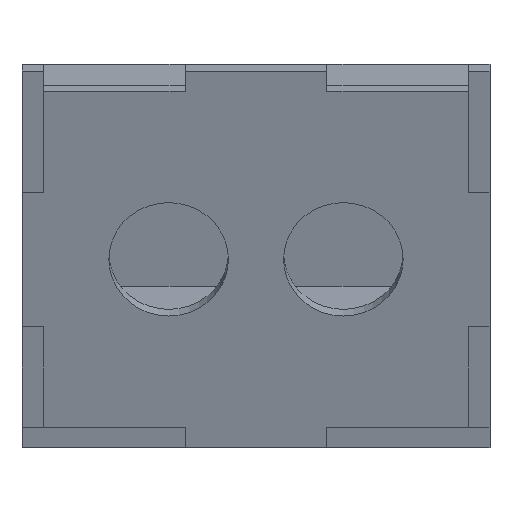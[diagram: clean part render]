
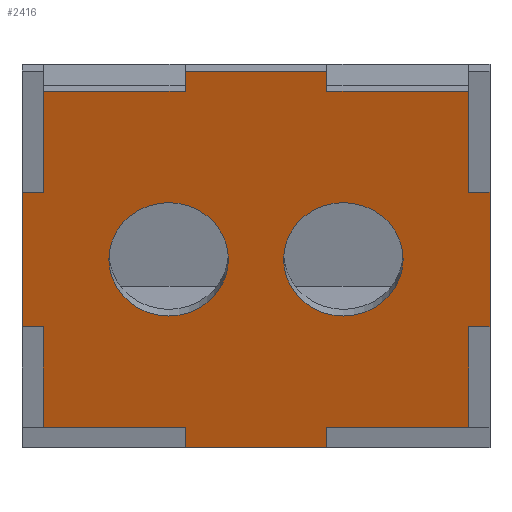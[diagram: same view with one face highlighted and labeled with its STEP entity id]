
A CAD part, front view. The second image highlights one B-rep face of the part: STEP entity #2416.
In plain terms, the highlighted planar face has unit normal (0, -0.949, -0.316).
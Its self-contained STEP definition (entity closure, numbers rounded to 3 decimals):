
#27=FACE_BOUND('',#313,.T.);
#28=FACE_BOUND('',#314,.T.);
#54=PLANE('',#2567);
#182=FACE_OUTER_BOUND('',#312,.T.);
#312=EDGE_LOOP('',(#1805,#1806,#1807,#1808,#1809,#1810,#1811,#1812,#1813,
#1814,#1815,#1816,#1817,#1818,#1819,#1820,#1821,#1822,#1823,#1824));
#313=EDGE_LOOP('',(#1825));
#314=EDGE_LOOP('',(#1826));
#425=LINE('',#3298,#769);
#429=LINE('',#3306,#773);
#432=LINE('',#3312,#776);
#435=LINE('',#3318,#779);
#438=LINE('',#3324,#782);
#441=LINE('',#3330,#785);
#444=LINE('',#3336,#788);
#447=LINE('',#3342,#791);
#450=LINE('',#3348,#794);
#453=LINE('',#3354,#797);
#456=LINE('',#3360,#800);
#459=LINE('',#3366,#803);
#462=LINE('',#3372,#806);
#465=LINE('',#3378,#809);
#468=LINE('',#3384,#812);
#471=LINE('',#3390,#815);
#474=LINE('',#3396,#818);
#477=LINE('',#3402,#821);
#480=LINE('',#3408,#824);
#483=LINE('',#3413,#827);
#769=VECTOR('',#2690,10.);
#773=VECTOR('',#2696,10.);
#776=VECTOR('',#2701,10.);
#779=VECTOR('',#2706,10.);
#782=VECTOR('',#2711,10.);
#785=VECTOR('',#2716,10.);
#788=VECTOR('',#2721,10.);
#791=VECTOR('',#2726,10.);
#794=VECTOR('',#2731,10.);
#797=VECTOR('',#2736,10.);
#800=VECTOR('',#2741,10.);
#803=VECTOR('',#2746,10.);
#806=VECTOR('',#2751,10.);
#809=VECTOR('',#2756,10.);
#812=VECTOR('',#2761,10.);
#815=VECTOR('',#2766,10.);
#818=VECTOR('',#2771,10.);
#821=VECTOR('',#2776,10.);
#824=VECTOR('',#2781,10.);
#827=VECTOR('',#2786,10.);
#1111=CIRCLE('',#2541,8.43);
#1113=CIRCLE('',#2544,8.43);
#1115=VERTEX_POINT('',#3284);
#1117=VERTEX_POINT('',#3290);
#1119=VERTEX_POINT('',#3296);
#1120=VERTEX_POINT('',#3297);
#1123=VERTEX_POINT('',#3305);
#1125=VERTEX_POINT('',#3311);
#1127=VERTEX_POINT('',#3317);
#1129=VERTEX_POINT('',#3323);
#1131=VERTEX_POINT('',#3329);
#1133=VERTEX_POINT('',#3335);
#1135=VERTEX_POINT('',#3341);
#1137=VERTEX_POINT('',#3347);
#1139=VERTEX_POINT('',#3353);
#1141=VERTEX_POINT('',#3359);
#1143=VERTEX_POINT('',#3365);
#1145=VERTEX_POINT('',#3371);
#1147=VERTEX_POINT('',#3377);
#1149=VERTEX_POINT('',#3383);
#1151=VERTEX_POINT('',#3389);
#1153=VERTEX_POINT('',#3395);
#1155=VERTEX_POINT('',#3401);
#1157=VERTEX_POINT('',#3407);
#1347=EDGE_CURVE('',#1115,#1115,#1111,.T.);
#1350=EDGE_CURVE('',#1117,#1117,#1113,.T.);
#1353=EDGE_CURVE('',#1119,#1120,#425,.T.);
#1357=EDGE_CURVE('',#1120,#1123,#429,.T.);
#1360=EDGE_CURVE('',#1123,#1125,#432,.T.);
#1363=EDGE_CURVE('',#1125,#1127,#435,.T.);
#1366=EDGE_CURVE('',#1127,#1129,#438,.T.);
#1369=EDGE_CURVE('',#1129,#1131,#441,.T.);
#1372=EDGE_CURVE('',#1131,#1133,#444,.T.);
#1375=EDGE_CURVE('',#1133,#1135,#447,.T.);
#1378=EDGE_CURVE('',#1135,#1137,#450,.T.);
#1381=EDGE_CURVE('',#1137,#1139,#453,.T.);
#1384=EDGE_CURVE('',#1139,#1141,#456,.T.);
#1387=EDGE_CURVE('',#1141,#1143,#459,.T.);
#1390=EDGE_CURVE('',#1145,#1143,#462,.T.);
#1393=EDGE_CURVE('',#1147,#1145,#465,.T.);
#1396=EDGE_CURVE('',#1149,#1147,#468,.T.);
#1399=EDGE_CURVE('',#1149,#1151,#471,.T.);
#1402=EDGE_CURVE('',#1151,#1153,#474,.T.);
#1405=EDGE_CURVE('',#1155,#1153,#477,.T.);
#1408=EDGE_CURVE('',#1157,#1155,#480,.T.);
#1411=EDGE_CURVE('',#1119,#1157,#483,.T.);
#1805=ORIENTED_EDGE('',*,*,#1411,.F.);
#1806=ORIENTED_EDGE('',*,*,#1353,.T.);
#1807=ORIENTED_EDGE('',*,*,#1357,.T.);
#1808=ORIENTED_EDGE('',*,*,#1360,.T.);
#1809=ORIENTED_EDGE('',*,*,#1363,.T.);
#1810=ORIENTED_EDGE('',*,*,#1366,.T.);
#1811=ORIENTED_EDGE('',*,*,#1369,.T.);
#1812=ORIENTED_EDGE('',*,*,#1372,.T.);
#1813=ORIENTED_EDGE('',*,*,#1375,.T.);
#1814=ORIENTED_EDGE('',*,*,#1378,.T.);
#1815=ORIENTED_EDGE('',*,*,#1381,.T.);
#1816=ORIENTED_EDGE('',*,*,#1384,.T.);
#1817=ORIENTED_EDGE('',*,*,#1387,.T.);
#1818=ORIENTED_EDGE('',*,*,#1390,.F.);
#1819=ORIENTED_EDGE('',*,*,#1393,.F.);
#1820=ORIENTED_EDGE('',*,*,#1396,.F.);
#1821=ORIENTED_EDGE('',*,*,#1399,.T.);
#1822=ORIENTED_EDGE('',*,*,#1402,.T.);
#1823=ORIENTED_EDGE('',*,*,#1405,.F.);
#1824=ORIENTED_EDGE('',*,*,#1408,.F.);
#1825=ORIENTED_EDGE('',*,*,#1347,.T.);
#1826=ORIENTED_EDGE('',*,*,#1350,.T.);
#2416=ADVANCED_FACE('',(#182,#27,#28),#54,.F.);
#2541=AXIS2_PLACEMENT_3D('',#3285,#2676,#2677);
#2544=AXIS2_PLACEMENT_3D('',#3291,#2683,#2684);
#2567=AXIS2_PLACEMENT_3D('',#3416,#2790,#2791);
#2676=DIRECTION('center_axis',(0.,0.949,0.316));
#2677=DIRECTION('ref_axis',(1.,0.,0.));
#2683=DIRECTION('center_axis',(0.,0.949,0.316));
#2684=DIRECTION('ref_axis',(1.,0.,0.));
#2690=DIRECTION('',(0.,-0.316,0.949));
#2696=DIRECTION('',(-1.,0.,0.));
#2701=DIRECTION('',(0.,-0.316,0.949));
#2706=DIRECTION('',(-1.,0.,0.));
#2711=DIRECTION('',(0.,0.316,-0.949));
#2716=DIRECTION('',(-1.,0.,0.));
#2721=DIRECTION('',(0.,0.316,-0.949));
#2726=DIRECTION('',(-1.,0.,0.));
#2731=DIRECTION('',(0.,0.316,-0.949));
#2736=DIRECTION('',(1.,0.,0.));
#2741=DIRECTION('',(0.,0.316,-0.949));
#2746=DIRECTION('',(1.,0.,0.));
#2751=DIRECTION('',(0.,-0.316,0.949));
#2756=DIRECTION('',(-1.,0.,0.));
#2761=DIRECTION('',(0.,0.316,-0.949));
#2766=DIRECTION('',(1.,0.,0.));
#2771=DIRECTION('',(0.,-0.316,0.949));
#2776=DIRECTION('',(-1.,0.,0.));
#2781=DIRECTION('',(0.,0.316,-0.949));
#2786=DIRECTION('',(1.,0.,0.));
#2790=DIRECTION('center_axis',(0.,0.949,0.316));
#2791=DIRECTION('ref_axis',(1.,0.,0.));
#3284=CARTESIAN_POINT('',(-20.75,-5.621,-21.359));
#3285=CARTESIAN_POINT('Origin',(-12.32,-5.621,-21.359));
#3290=CARTESIAN_POINT('',(3.89,-5.621,-21.359));
#3291=CARTESIAN_POINT('Origin',(12.32,-5.621,-21.359));
#3296=CARTESIAN_POINT('',(30.,-8.784,-11.872));
#3297=CARTESIAN_POINT('',(30.,-13.527,2.358));
#3298=CARTESIAN_POINT('',(30.,2.284,-45.076));
#3305=CARTESIAN_POINT('',(10.,-13.527,2.358));
#3306=CARTESIAN_POINT('',(30.,-13.527,2.358));
#3311=CARTESIAN_POINT('',(10.,-14.476,5.204));
#3312=CARTESIAN_POINT('',(10.,-13.527,2.358));
#3317=CARTESIAN_POINT('',(-10.,-14.476,5.204));
#3318=CARTESIAN_POINT('',(10.,-14.476,5.204));
#3323=CARTESIAN_POINT('',(-10.,-13.527,2.358));
#3324=CARTESIAN_POINT('',(-10.,-14.476,5.204));
#3329=CARTESIAN_POINT('',(-30.,-13.527,2.358));
#3330=CARTESIAN_POINT('',(30.,-13.527,2.358));
#3335=CARTESIAN_POINT('',(-30.,-8.784,-11.872));
#3336=CARTESIAN_POINT('',(-30.,-13.527,2.358));
#3341=CARTESIAN_POINT('',(-33.,-8.784,-11.872));
#3342=CARTESIAN_POINT('',(-30.,-8.784,-11.872));
#3347=CARTESIAN_POINT('',(-33.,-2.459,-30.846));
#3348=CARTESIAN_POINT('',(-33.,-8.784,-11.872));
#3353=CARTESIAN_POINT('',(-30.,-2.459,-30.846));
#3354=CARTESIAN_POINT('',(-33.,-2.459,-30.846));
#3359=CARTESIAN_POINT('',(-30.,2.284,-45.076));
#3360=CARTESIAN_POINT('',(-30.,-13.527,2.358));
#3365=CARTESIAN_POINT('',(-10.,2.284,-45.076));
#3366=CARTESIAN_POINT('',(-30.,2.284,-45.076));
#3371=CARTESIAN_POINT('',(-10.,3.233,-47.922));
#3372=CARTESIAN_POINT('',(-10.,3.233,-47.922));
#3377=CARTESIAN_POINT('',(10.,3.233,-47.922));
#3378=CARTESIAN_POINT('',(10.,3.233,-47.922));
#3383=CARTESIAN_POINT('',(10.,2.284,-45.076));
#3384=CARTESIAN_POINT('',(10.,2.284,-45.076));
#3389=CARTESIAN_POINT('',(30.,2.284,-45.076));
#3390=CARTESIAN_POINT('',(-30.,2.284,-45.076));
#3395=CARTESIAN_POINT('',(30.,-2.459,-30.846));
#3396=CARTESIAN_POINT('',(30.,2.284,-45.076));
#3401=CARTESIAN_POINT('',(33.,-2.459,-30.846));
#3402=CARTESIAN_POINT('',(33.,-2.459,-30.846));
#3407=CARTESIAN_POINT('',(33.,-8.784,-11.872));
#3408=CARTESIAN_POINT('',(33.,-8.784,-11.872));
#3413=CARTESIAN_POINT('',(30.,-8.784,-11.872));
#3416=CARTESIAN_POINT('Origin',(0.,-5.621,-21.359));
